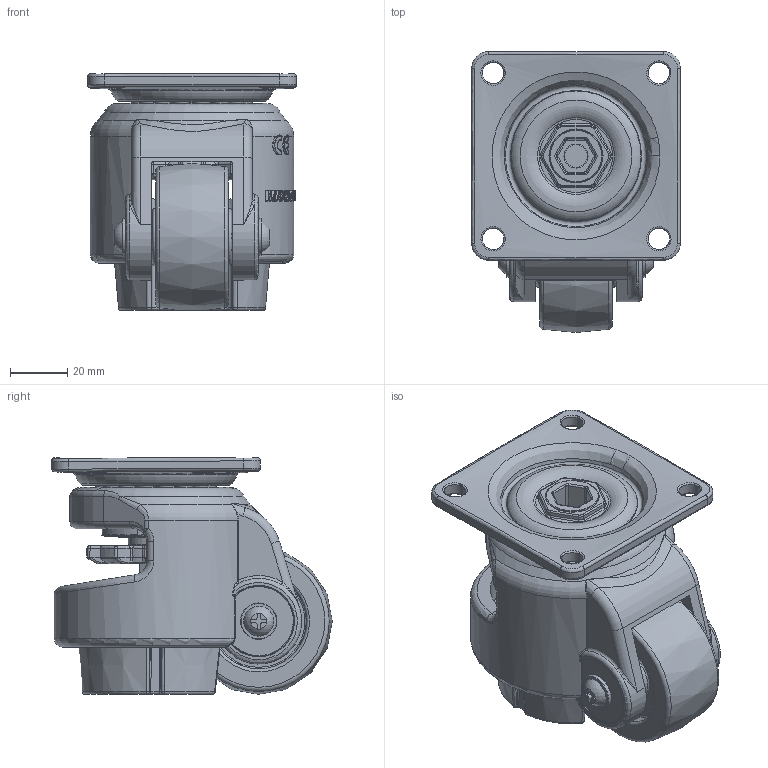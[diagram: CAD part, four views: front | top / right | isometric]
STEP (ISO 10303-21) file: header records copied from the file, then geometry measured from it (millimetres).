
FILE_DESCRIPTION(/* description */ (''),/* implementation_level */ '2;1');
FILE_NAME(/* name */ 'DR_WIFT-60F.stp',/* time_stamp */ '2023-02-21T15:06:00+09:00',/* author */ ('user'),/* organization */ (''),/* preprocessor_version */ 'ST-DEVELOPER v15.6',/* originating_system */ 'Autodesk Inventor 2015',/* authorisation */ '');
FILE_SCHEMA (('AUTOMOTIVE_DESIGN { 1 0 10303 214 3 1 1 }'));
Products named in the file (1): DR_WIFT-60F
Bounding box: 73 x 98.12 x 82.88 mm (x, y, z)
Volume: 222429.1 mm3; surface area: 87228 mm2
Topology: 43 solids, 43 shells, 2771 faces, 6657 edges, 3909 vertices
Faces by surface type: bspline 1075, cylinder 719, plane 457, torus 216, sphere 191, cone 113
Full cylindrical faces by diameter (mm): 7.5 x4, 8 x1, 8.4 x1, 9 x1, 10.1 x1, 10.8 x3, 12.7 x2, 19 x1, 19.4 x1, 19.8 x1, 23.668 x1, 26.7 x1, 45 x1
Entity records: 128259 total; most frequent: CARTESIAN_POINT 68097, ORIENTED_EDGE 12890, DIRECTION 12030, EDGE_CURVE 6445, AXIS2_PLACEMENT_3D 5151, VERTEX_POINT 3894, EDGE_LOOP 2933, FACE_OUTER_BOUND 2771
